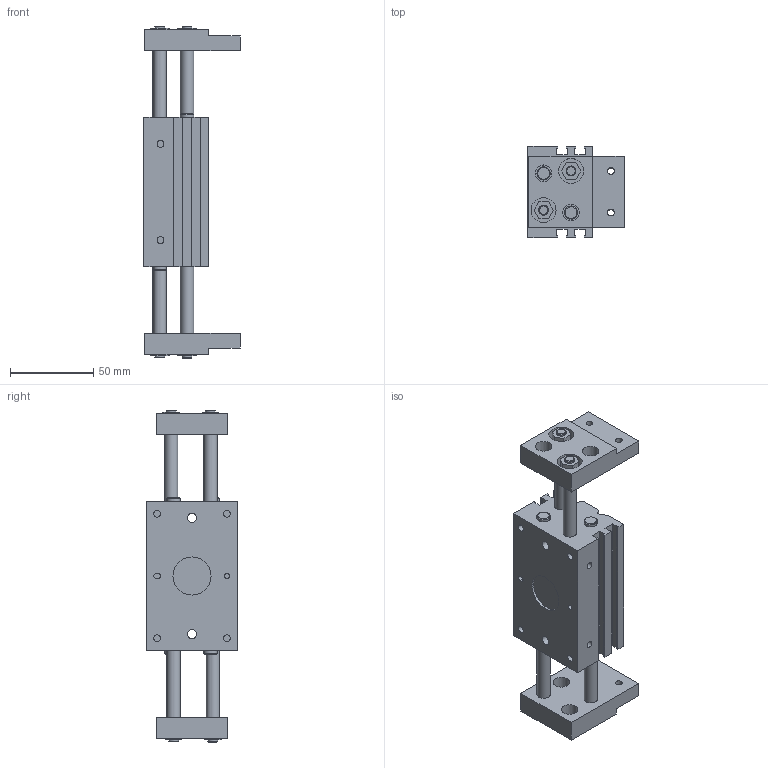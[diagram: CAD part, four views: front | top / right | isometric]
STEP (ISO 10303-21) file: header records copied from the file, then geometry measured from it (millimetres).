
FILE_DESCRIPTION((''),'2;1');
FILE_NAME('631116D1.stp','2007-02-24T10:53:13',('maffial1'),(''),'Autodesk Inventor 11','Autodesk Inventor 11','');
FILE_SCHEMA(('AUTOMOTIVE_DESIGN { 1 0 10303 214 1 1 1 1 }'));
Length unit declared in the file: millimetre
Products named in the file (3): 631116D1; CORPO Ø16 D1; DITO Ø16 D1
Assembly tree (3 placements, depth 2):
  631116D1
    CORPO Ø16 D1
    DITO Ø16 D1  x2
Bounding box: 58 x 55 x 200 mm (x, y, z)
Volume: 235289.6 mm3; surface area: 68814.9 mm2
Topology: 3 solids, 3 shells, 159 faces, 380 edges, 254 vertices
Faces by surface type: plane 101, bspline 34, cylinder 16, cone 8
Full cylindrical faces by diameter (mm): 3 x1, 6 x4, 8 x8, 23 x1
Entity records: 3542 total; most frequent: CARTESIAN_POINT 857, DIRECTION 502, ORIENTED_EDGE 496, EDGE_CURVE 248, VECTOR 188, LINE 188, EDGE_LOOP 186, VERTEX_POINT 184
